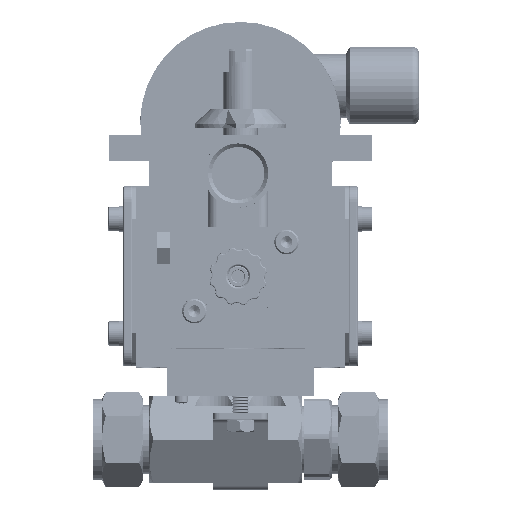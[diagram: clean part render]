
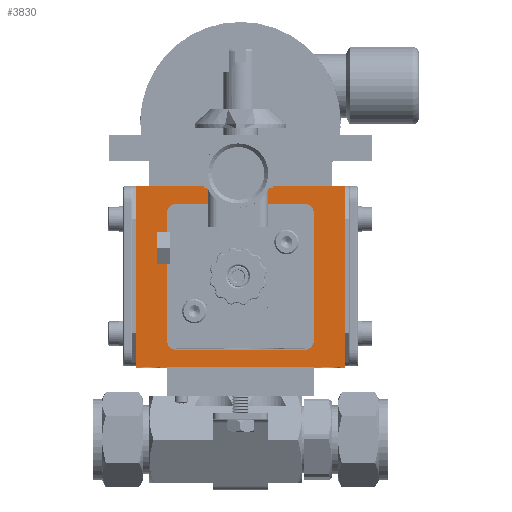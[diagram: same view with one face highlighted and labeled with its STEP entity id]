
A CAD part, top view. The second image highlights one B-rep face of the part: STEP entity #3830.
In plain terms, the highlighted planar face has unit normal (0, 0, 1).
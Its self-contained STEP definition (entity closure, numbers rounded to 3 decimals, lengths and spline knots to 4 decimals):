
#3830 = ADVANCED_FACE ( 'NONE', ( #103463, #200461 ), #178186, .F. ) ;
#8202 = EDGE_CURVE ( 'NONE', #119764, #195011, #163506, .T. ) ;
#8281 = VERTEX_POINT ( 'NONE', #171611 ) ;
#8344 = DIRECTION ( 'NONE',  ( 0., -1., 0. ) ) ;
#12837 = EDGE_CURVE ( 'NONE', #44652, #44393, #32366, .T. ) ;
#14631 = ORIENTED_EDGE ( 'NONE', *, *, #54083, .T. ) ;
#14689 = CIRCLE ( 'NONE', #168264, 0.12 ) ;
#16594 = ORIENTED_EDGE ( 'NONE', *, *, #24386, .F. ) ;
#17317 = EDGE_CURVE ( 'NONE', #65866, #190729, #230028, .T. ) ;
#17679 = VECTOR ( 'NONE', #180807, 39.3701 ) ;
#19886 = LINE ( 'NONE', #139878, #62709 ) ;
#21876 = EDGE_CURVE ( 'NONE', #140935, #224478, #14689, .T. ) ;
#22623 = DIRECTION ( 'NONE',  ( 0., 1., 0. ) ) ;
#22902 = DIRECTION ( 'NONE',  ( 0., 0., -1. ) ) ;
#23206 = CARTESIAN_POINT ( 'NONE',  ( -0.88, 1.3448, 1. ) ) ;
#24386 = EDGE_CURVE ( 'NONE', #195011, #231765, #19886, .T. ) ;
#24844 = AXIS2_PLACEMENT_3D ( 'NONE', #198696, #89393, #216652 ) ;
#28367 = CARTESIAN_POINT ( 'NONE',  ( 1.43, 3.4548, 1. ) ) ;
#29674 = CARTESIAN_POINT ( 'NONE',  ( 0.88, 3.2148, 1. ) ) ;
#32366 = LINE ( 'NONE', #119282, #166856 ) ;
#32684 = EDGE_CURVE ( 'NONE', #110099, #231765, #70103, .T. ) ;
#37223 = EDGE_CURVE ( 'NONE', #8281, #44393, #56043, .T. ) ;
#42062 = CARTESIAN_POINT ( 'NONE',  ( -0.88, 3.2148, 1. ) ) ;
#42732 = ORIENTED_EDGE ( 'NONE', *, *, #37223, .T. ) ;
#43146 = DIRECTION ( 'NONE',  ( 0., 1., 0. ) ) ;
#43354 = DIRECTION ( 'NONE',  ( 0., 0., -1. ) ) ;
#43403 = EDGE_LOOP ( 'NONE', ( #199727, #42732, #211515, #14631, #46325, #49305, #89475, #181105 ) ) ;
#43874 = CARTESIAN_POINT ( 'NONE',  ( -0.88, 3.0948, 1. ) ) ;
#44393 = VERTEX_POINT ( 'NONE', #42062 ) ;
#44652 = VERTEX_POINT ( 'NONE', #29674 ) ;
#46325 = ORIENTED_EDGE ( 'NONE', *, *, #17317, .F. ) ;
#49305 = ORIENTED_EDGE ( 'NONE', *, *, #205466, .T. ) ;
#51138 = VECTOR ( 'NONE', #122662, 39.3701 ) ;
#54083 = EDGE_CURVE ( 'NONE', #44652, #190729, #184649, .T. ) ;
#54318 = LINE ( 'NONE', #117862, #97328 ) ;
#56043 = CIRCLE ( 'NONE', #133643, 0.12 ) ;
#58633 = EDGE_CURVE ( 'NONE', #140935, #83580, #196947, .T. ) ;
#62709 = VECTOR ( 'NONE', #140142, 39.3701 ) ;
#65697 = VECTOR ( 'NONE', #8344, 39.3701 ) ;
#65866 = VERTEX_POINT ( 'NONE', #187158 ) ;
#70103 = LINE ( 'NONE', #211166, #161543 ) ;
#72005 = AXIS2_PLACEMENT_3D ( 'NONE', #189284, #176898, #177185 ) ;
#74152 = EDGE_CURVE ( 'NONE', #8281, #224478, #211230, .T. ) ;
#76585 = ORIENTED_EDGE ( 'NONE', *, *, #32684, .T. ) ;
#81858 = CARTESIAN_POINT ( 'NONE',  ( -1.43, 3.4548, 1. ) ) ;
#83580 = VERTEX_POINT ( 'NONE', #197171 ) ;
#89393 = DIRECTION ( 'NONE',  ( 0., 0., -1. ) ) ;
#89475 = ORIENTED_EDGE ( 'NONE', *, *, #58633, .F. ) ;
#97328 = VECTOR ( 'NONE', #226383, 39.3701 ) ;
#98400 = AXIS2_PLACEMENT_3D ( 'NONE', #113534, #113284, #113240 ) ;
#99127 = CIRCLE ( 'NONE', #24844, 0.12 ) ;
#101543 = CARTESIAN_POINT ( 'NONE',  ( -1.43, 0.9848, 1. ) ) ;
#103463 = FACE_OUTER_BOUND ( 'NONE', #132067, .T. ) ;
#103961 = DIRECTION ( 'NONE',  ( 0., 1., 0. ) ) ;
#104448 = CARTESIAN_POINT ( 'NONE',  ( 1., 3.2148, 1. ) ) ;
#110099 = VERTEX_POINT ( 'NONE', #81858 ) ;
#111179 = ORIENTED_EDGE ( 'NONE', *, *, #8202, .F. ) ;
#111760 = CARTESIAN_POINT ( 'NONE',  ( -1., 1.3448, 1. ) ) ;
#113240 = DIRECTION ( 'NONE',  ( 0., 1., 0. ) ) ;
#113284 = DIRECTION ( 'NONE',  ( 0., 0., -1. ) ) ;
#113534 = CARTESIAN_POINT ( 'NONE',  ( 0.88, 3.0948, 1. ) ) ;
#117862 = CARTESIAN_POINT ( 'NONE',  ( 1.43, 3.4548, 1. ) ) ;
#119282 = CARTESIAN_POINT ( 'NONE',  ( -1., 3.2148, 1. ) ) ;
#119764 = VERTEX_POINT ( 'NONE', #28367 ) ;
#122662 = DIRECTION ( 'NONE',  ( 1., 0., 0. ) ) ;
#132067 = EDGE_LOOP ( 'NONE', ( #76585, #16594, #111179, #194158 ) ) ;
#133643 = AXIS2_PLACEMENT_3D ( 'NONE', #43874, #43354, #43146 ) ;
#133862 = VECTOR ( 'NONE', #103961, 39.3701 ) ;
#139878 = CARTESIAN_POINT ( 'NONE',  ( 1.43, 0.9848, 1. ) ) ;
#140142 = DIRECTION ( 'NONE',  ( -1., 0., 0. ) ) ;
#140935 = VERTEX_POINT ( 'NONE', #226769 ) ;
#141003 = CARTESIAN_POINT ( 'NONE',  ( -1., 1.2248, 1. ) ) ;
#161543 = VECTOR ( 'NONE', #212181, 39.3701 ) ;
#163506 = LINE ( 'NONE', #179774, #17679 ) ;
#166856 = VECTOR ( 'NONE', #187640, 39.3701 ) ;
#168264 = AXIS2_PLACEMENT_3D ( 'NONE', #23206, #22902, #22623 ) ;
#171611 = CARTESIAN_POINT ( 'NONE',  ( -1., 3.0948, 1. ) ) ;
#176898 = DIRECTION ( 'NONE',  ( 0., 0., -1. ) ) ;
#177185 = DIRECTION ( 'NONE',  ( 0., 1., 0. ) ) ;
#178186 = PLANE ( 'NONE',  #72005 ) ;
#179774 = CARTESIAN_POINT ( 'NONE',  ( 1.43, 3.4548, 1. ) ) ;
#180807 = DIRECTION ( 'NONE',  ( 0., -1., 0. ) ) ;
#181105 = ORIENTED_EDGE ( 'NONE', *, *, #21876, .T. ) ;
#184649 = CIRCLE ( 'NONE', #98400, 0.12 ) ;
#187158 = CARTESIAN_POINT ( 'NONE',  ( 1., 1.3448, 1. ) ) ;
#187640 = DIRECTION ( 'NONE',  ( -1., 0., 0. ) ) ;
#189284 = CARTESIAN_POINT ( 'NONE',  ( 1.43, 3.4548, 1. ) ) ;
#190729 = VERTEX_POINT ( 'NONE', #197870 ) ;
#194158 = ORIENTED_EDGE ( 'NONE', *, *, #208539, .T. ) ;
#195011 = VERTEX_POINT ( 'NONE', #227620 ) ;
#196947 = LINE ( 'NONE', #141003, #51138 ) ;
#197171 = CARTESIAN_POINT ( 'NONE',  ( 0.88, 1.2248, 1. ) ) ;
#197870 = CARTESIAN_POINT ( 'NONE',  ( 1., 3.0948, 1. ) ) ;
#198696 = CARTESIAN_POINT ( 'NONE',  ( 0.88, 1.3448, 1. ) ) ;
#199727 = ORIENTED_EDGE ( 'NONE', *, *, #74152, .F. ) ;
#200461 = FACE_BOUND ( 'NONE', #43403, .T. ) ;
#205466 = EDGE_CURVE ( 'NONE', #65866, #83580, #99127, .T. ) ;
#208539 = EDGE_CURVE ( 'NONE', #119764, #110099, #54318, .T. ) ;
#211166 = CARTESIAN_POINT ( 'NONE',  ( -1.43, 3.4548, 1. ) ) ;
#211230 = LINE ( 'NONE', #226528, #65697 ) ;
#211515 = ORIENTED_EDGE ( 'NONE', *, *, #12837, .F. ) ;
#212181 = DIRECTION ( 'NONE',  ( 0., -1., 0. ) ) ;
#216652 = DIRECTION ( 'NONE',  ( 0., 1., 0. ) ) ;
#224478 = VERTEX_POINT ( 'NONE', #111760 ) ;
#226383 = DIRECTION ( 'NONE',  ( -1., 0., 0. ) ) ;
#226528 = CARTESIAN_POINT ( 'NONE',  ( -1., 3.2148, 1. ) ) ;
#226769 = CARTESIAN_POINT ( 'NONE',  ( -0.88, 1.2248, 1. ) ) ;
#227620 = CARTESIAN_POINT ( 'NONE',  ( 1.43, 0.9848, 1. ) ) ;
#230028 = LINE ( 'NONE', #104448, #133862 ) ;
#231765 = VERTEX_POINT ( 'NONE', #101543 ) ;
